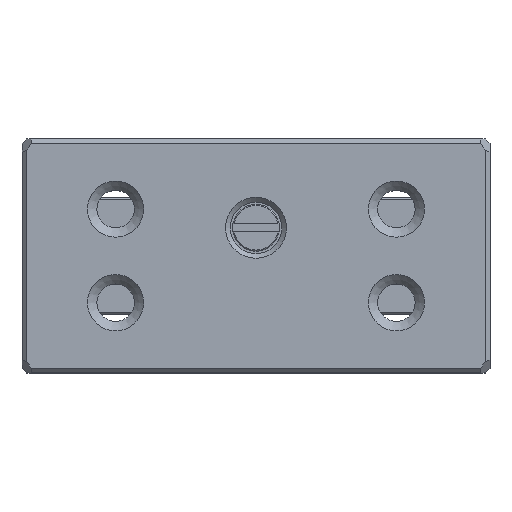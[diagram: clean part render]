
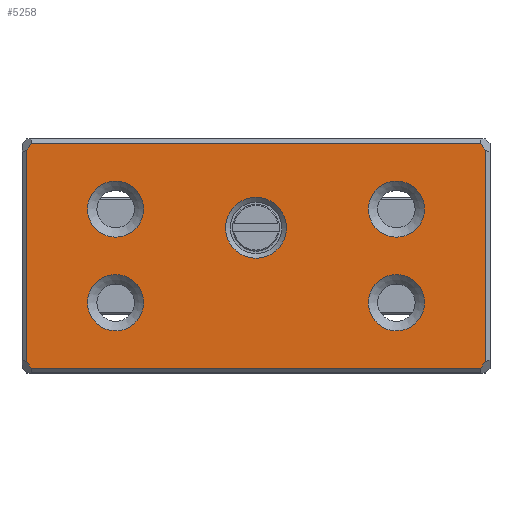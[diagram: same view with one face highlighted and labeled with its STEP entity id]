
A CAD part, top view. The second image highlights one B-rep face of the part: STEP entity #5258.
In plain terms, the highlighted planar face has unit normal (0, 0, 1).
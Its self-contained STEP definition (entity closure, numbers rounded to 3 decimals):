
#5158=CIRCLE('',#22870,1.3);
#5159=CIRCLE('',#22871,1.2);
#5160=CIRCLE('',#22872,1.2);
#5161=CIRCLE('',#22873,1.2);
#5162=CIRCLE('',#22874,1.2);
#5258=ADVANCED_FACE('',(#7383,#7384,#7385,#7386,#7387,#7388),#6238,.F.);
#6238=PLANE('',#22875);
#7383=FACE_BOUND('',#7581,.T.);
#7384=FACE_BOUND('',#7582,.T.);
#7385=FACE_BOUND('',#7583,.T.);
#7386=FACE_BOUND('',#7584,.T.);
#7387=FACE_BOUND('',#7585,.T.);
#7388=FACE_BOUND('',#7586,.T.);
#7581=EDGE_LOOP('',(#9295));
#7582=EDGE_LOOP('',(#9296));
#7583=EDGE_LOOP('',(#9297));
#7584=EDGE_LOOP('',(#9298));
#7585=EDGE_LOOP('',(#9299));
#7586=EDGE_LOOP('',(#9300,#9301,#9302,#9303,#9304,#9305,#9306,#9307));
#9295=ORIENTED_EDGE('',*,*,#16380,.T.);
#9296=ORIENTED_EDGE('',*,*,#16381,.T.);
#9297=ORIENTED_EDGE('',*,*,#16382,.T.);
#9298=ORIENTED_EDGE('',*,*,#16383,.T.);
#9299=ORIENTED_EDGE('',*,*,#16384,.T.);
#9300=ORIENTED_EDGE('',*,*,#16385,.T.);
#9301=ORIENTED_EDGE('',*,*,#16386,.T.);
#9302=ORIENTED_EDGE('',*,*,#16387,.T.);
#9303=ORIENTED_EDGE('',*,*,#16388,.T.);
#9304=ORIENTED_EDGE('',*,*,#16389,.T.);
#9305=ORIENTED_EDGE('',*,*,#16390,.T.);
#9306=ORIENTED_EDGE('',*,*,#16391,.T.);
#9307=ORIENTED_EDGE('',*,*,#16392,.T.);
#14581=VERTEX_POINT('',#29558);
#14582=VERTEX_POINT('',#29560);
#14583=VERTEX_POINT('',#29562);
#14584=VERTEX_POINT('',#29564);
#14585=VERTEX_POINT('',#29566);
#14586=VERTEX_POINT('',#29568);
#14587=VERTEX_POINT('',#29569);
#14588=VERTEX_POINT('',#29571);
#14589=VERTEX_POINT('',#29573);
#14590=VERTEX_POINT('',#29575);
#14591=VERTEX_POINT('',#29577);
#14592=VERTEX_POINT('',#29579);
#14593=VERTEX_POINT('',#29581);
#16380=EDGE_CURVE('',#14581,#14581,#5158,.T.);
#16381=EDGE_CURVE('',#14582,#14582,#5159,.T.);
#16382=EDGE_CURVE('',#14583,#14583,#5160,.T.);
#16383=EDGE_CURVE('',#14584,#14584,#5161,.T.);
#16384=EDGE_CURVE('',#14585,#14585,#5162,.T.);
#16385=EDGE_CURVE('',#14586,#14587,#18886,.T.);
#16386=EDGE_CURVE('',#14587,#14588,#18887,.T.);
#16387=EDGE_CURVE('',#14588,#14589,#18888,.T.);
#16388=EDGE_CURVE('',#14589,#14590,#18889,.T.);
#16389=EDGE_CURVE('',#14590,#14591,#18890,.T.);
#16390=EDGE_CURVE('',#14591,#14592,#18891,.T.);
#16391=EDGE_CURVE('',#14592,#14593,#18892,.T.);
#16392=EDGE_CURVE('',#14593,#14586,#18893,.T.);
#18886=LINE('',#29567,#21120);
#18887=LINE('',#29570,#21121);
#18888=LINE('',#29572,#21122);
#18889=LINE('',#29574,#21123);
#18890=LINE('',#29576,#21124);
#18891=LINE('',#29578,#21125);
#18892=LINE('',#29580,#21126);
#18893=LINE('',#29582,#21127);
#21120=VECTOR('',#24352,1.);
#21121=VECTOR('',#24353,1.);
#21122=VECTOR('',#24354,1.);
#21123=VECTOR('',#24355,1.);
#21124=VECTOR('',#24356,1.);
#21125=VECTOR('',#24357,1.);
#21126=VECTOR('',#24358,1.);
#21127=VECTOR('',#24359,1.);
#22870=AXIS2_PLACEMENT_3D('',#29557,#24342,#24343);
#22871=AXIS2_PLACEMENT_3D('',#29559,#24344,#24345);
#22872=AXIS2_PLACEMENT_3D('',#29561,#24346,#24347);
#22873=AXIS2_PLACEMENT_3D('',#29563,#24348,#24349);
#22874=AXIS2_PLACEMENT_3D('',#29565,#24350,#24351);
#22875=AXIS2_PLACEMENT_3D('',#29583,#24360,#24361);
#24342=DIRECTION('',(0.,0.,-1.));
#24343=DIRECTION('',(-1.,0.,0.));
#24344=DIRECTION('',(0.,0.,-1.));
#24345=DIRECTION('',(-1.,0.,0.));
#24346=DIRECTION('',(0.,0.,-1.));
#24347=DIRECTION('',(-1.,0.,0.));
#24348=DIRECTION('',(0.,0.,-1.));
#24349=DIRECTION('',(-1.,0.,0.));
#24350=DIRECTION('',(0.,0.,-1.));
#24351=DIRECTION('',(-1.,0.,0.));
#24352=DIRECTION('',(-0.577,-0.816,0.));
#24353=DIRECTION('',(0.,-1.,0.));
#24354=DIRECTION('',(0.577,-0.816,0.));
#24355=DIRECTION('',(1.,0.,0.));
#24356=DIRECTION('',(0.577,0.816,0.));
#24357=DIRECTION('',(0.,1.,0.));
#24358=DIRECTION('',(-0.577,0.816,0.));
#24359=DIRECTION('',(-1.,0.,0.));
#24360=DIRECTION('',(0.,0.,-1.));
#24361=DIRECTION('',(1.,0.,0.));
#29557=CARTESIAN_POINT('',(0.,1.2,6.));
#29558=CARTESIAN_POINT('',(-1.3,1.2,6.));
#29559=CARTESIAN_POINT('',(6.,2.,6.));
#29560=CARTESIAN_POINT('',(4.8,2.,6.));
#29561=CARTESIAN_POINT('',(6.,-2.,6.));
#29562=CARTESIAN_POINT('',(4.8,-2.,6.));
#29563=CARTESIAN_POINT('',(-6.,2.,6.));
#29564=CARTESIAN_POINT('',(-7.2,2.,6.));
#29565=CARTESIAN_POINT('',(-6.,-2.,6.));
#29566=CARTESIAN_POINT('',(-7.2,-2.,6.));
#29567=CARTESIAN_POINT('',(-9.584,4.823,6.));
#29568=CARTESIAN_POINT('',(-9.6,4.8,6.));
#29569=CARTESIAN_POINT('',(-9.8,4.517,6.));
#29570=CARTESIAN_POINT('',(-9.8,5.,6.));
#29571=CARTESIAN_POINT('',(-9.8,-4.517,6.));
#29572=CARTESIAN_POINT('',(-9.584,-4.823,6.));
#29573=CARTESIAN_POINT('',(-9.6,-4.8,6.));
#29574=CARTESIAN_POINT('',(10.,-4.8,6.));
#29575=CARTESIAN_POINT('',(9.6,-4.8,6.));
#29576=CARTESIAN_POINT('',(9.584,-4.823,6.));
#29577=CARTESIAN_POINT('',(9.8,-4.517,6.));
#29578=CARTESIAN_POINT('',(9.8,4.234,6.));
#29579=CARTESIAN_POINT('',(9.8,4.517,6.));
#29580=CARTESIAN_POINT('',(9.584,4.823,6.));
#29581=CARTESIAN_POINT('',(9.6,4.8,6.));
#29582=CARTESIAN_POINT('',(10.,4.8,6.));
#29583=CARTESIAN_POINT('',(10.,5.,6.));
